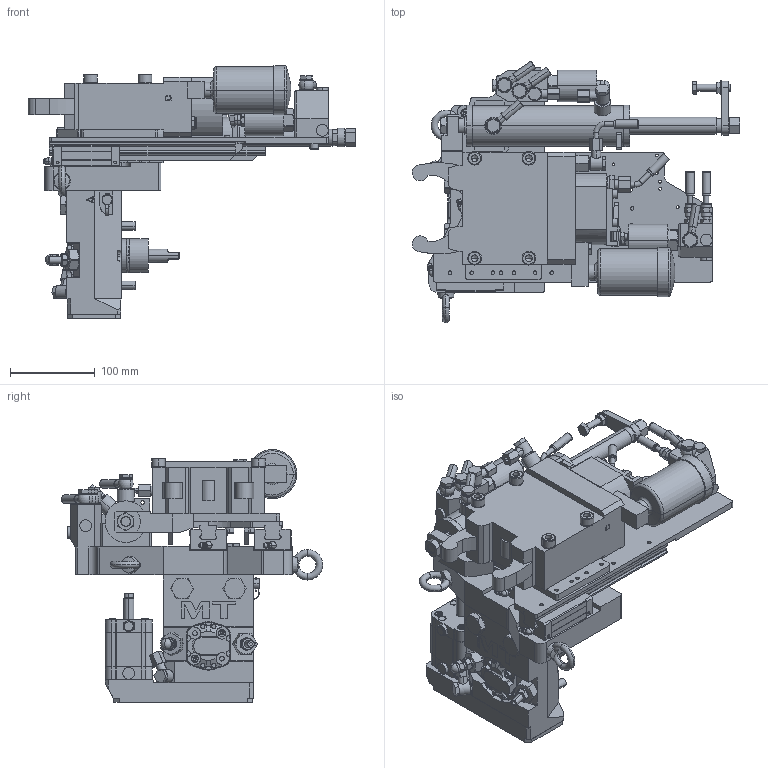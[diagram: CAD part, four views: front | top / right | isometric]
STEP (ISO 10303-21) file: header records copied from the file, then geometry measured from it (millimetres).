
FILE_DESCRIPTION((''),'2;1');
FILE_NAME('MNZ0310370_CONF','2025-07-25T11:17:13',('smalpassi'),('M.T. srl'),'CREO PARAMETRIC BY PTC INC, 2023352','CREO PARAMETRIC BY PTC INC, 2023352','');
FILE_SCHEMA(('CONFIG_CONTROL_DESIGN'));
Products named in the file (1): MNZ0310370_CONF
Bounding box: 386.62 x 308.69 x 298.5 mm (x, y, z)
Volume: 5354455 mm3; surface area: 591013 mm2
Topology: 3 solids, 3 shells, 2676 faces, 6789 edges, 4284 vertices
Faces by surface type: plane 1414, cylinder 841, cone 296, torus 87, sphere 26, bspline 8, revolution 2, extrusion 2
Entity records: 91730 total; most frequent: CARTESIAN_POINT 26601, DIRECTION 13735, ORIENTED_EDGE 13478, EDGE_CURVE 6739, AXIS2_PLACEMENT_3D 4917, VERTEX_POINT 4284, VECTOR 3899, LINE 3897
